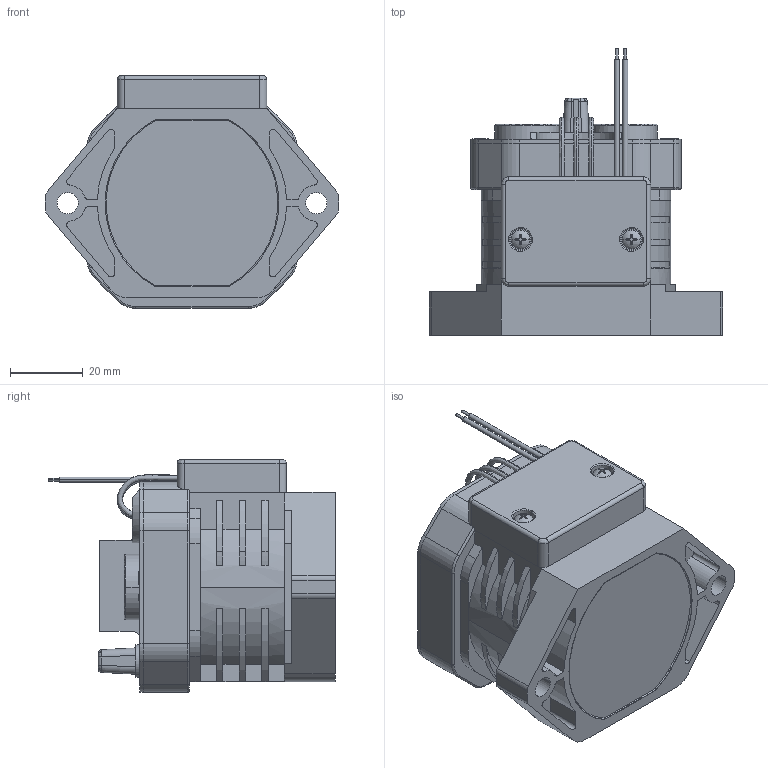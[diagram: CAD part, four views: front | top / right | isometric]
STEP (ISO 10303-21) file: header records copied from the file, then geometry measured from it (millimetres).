
FILE_DESCRIPTION((''),'2;1');
FILE_NAME('1000V_GF_ASM_1_ASM','2022-12-07T14:47:08',('dell'),(''),'CREO PARAMETRIC BY PTC INC, 2022073','CREO PARAMETRIC BY PTC INC, 2022073','');
FILE_SCHEMA(('CONFIG_CONTROL_DESIGN'));
Length unit declared in the file: millimetre
Products named in the file (14): 00_1_1_1_1; 0001_22_1_1; ASM0006_ASM_1_ASM_5_ASM_1_ASM_1_ASM; ASM0003_ASM_1_ASM_2_ASM_1_ASM_1_ASM; 500_1_10_1_1; HUANYANGJIAO_1_1_1_1; DAOXIAN_1_1_1_1; 0003_1_1_1_1; 7_1_1_1_1_1; 20_1_1_1_1; 202-12_ASM_1_ASM_6_ASM_1_ASM_1_ASM; 23_1_1_1_2_1; 0001_ASM_2_ASM_1_ASM; 1000V_GF_ASM_1_ASM
Assembly tree (18 placements, depth 6):
  1000V_GF_ASM_1_ASM
    0001_ASM_2_ASM_1_ASM
      202-12_ASM_1_ASM_6_ASM_1_ASM_1_ASM
        00_1_1_1_1
        ASM0003_ASM_1_ASM_2_ASM_1_ASM_1_ASM
          ASM0006_ASM_1_ASM_5_ASM_1_ASM_1_ASM
            0001_22_1_1  x2
        500_1_10_1_1
        HUANYANGJIAO_1_1_1_1
        DAOXIAN_1_1_1_1  x2
        0003_1_1_1_1
        7_1_1_1_1_1  x2
        20_1_1_1_1
      23_1_1_1_2_1  x3
Bounding box: 80.5 x 78.8 x 63.9 mm (x, y, z)
Volume: 129121.8 mm3; surface area: 46563.5 mm2
Topology: 14 solids, 14 shells, 858 faces, 2301 edges, 1505 vertices
Faces by surface type: plane 416, cylinder 305, torus 70, cone 39, bspline 24, sphere 4
Entity records: 31169 total; most frequent: CARTESIAN_POINT 11329, DIRECTION 4231, ORIENTED_EDGE 4076, EDGE_CURVE 2038, AXIS2_PLACEMENT_3D 1513, VERTEX_POINT 1334, VECTOR 1205, LINE 1205
